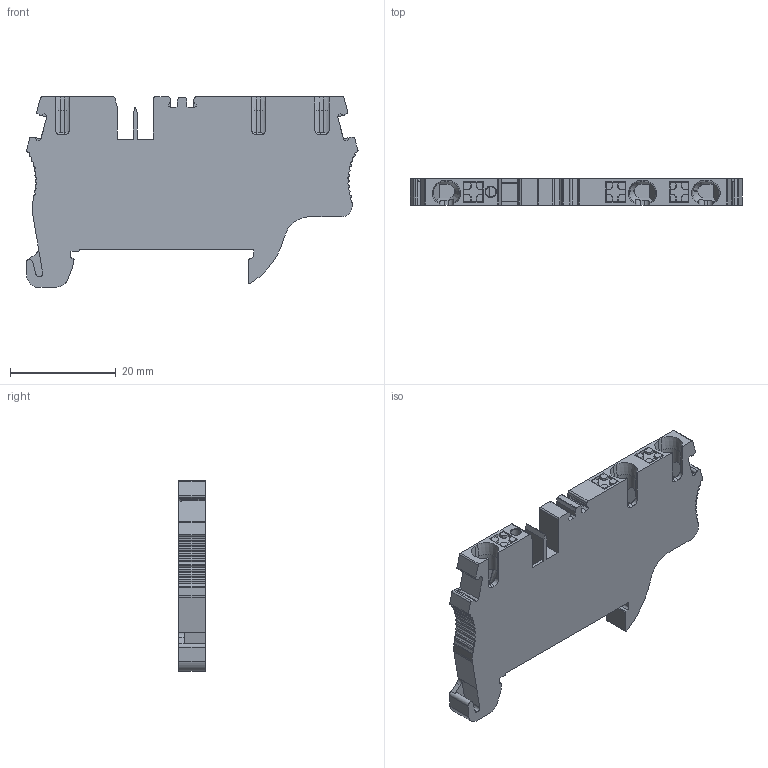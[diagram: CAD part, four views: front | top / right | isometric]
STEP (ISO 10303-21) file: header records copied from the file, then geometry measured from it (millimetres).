
FILE_DESCRIPTION(/* description */ ('Unknown'),/* implementation_level */ '2;1');
FILE_NAME(/* name */ 'PEQ2_5_1X2_3D_SOLID',/* time_stamp */ '2021-04-29T11:27:23+06:00',/* author */ ('Unknown'),/* organization */ ('Unknown'),/* preprocessor_version */ 'ST-DEVELOPER v16.7',/* originating_system */ 'DEX',/* authorisation */ $);
FILE_SCHEMA (('AUTOMOTIVE_DESIGN {1 0 10303 214 3 1 1}'));
Length unit declared in the file: millimetre
Products named in the file (1): PEQ2_5_1X2_3D_SOLID
Bounding box: 62.82 x 5 x 36 mm (x, y, z)
Volume: 7490.4 mm3; surface area: 5357.2 mm2
Topology: 1 solids, 1 shells, 348 faces, 991 edges, 653 vertices
Faces by surface type: plane 202, cylinder 121, cone 25
Full cylindrical faces by diameter (mm): 1.95 x1
Entity records: 13847 total; most frequent: CARTESIAN_POINT 2155, ORIENTED_EDGE 1976, DIRECTION 1923, EDGE_CURVE 988, LINE 655, VECTOR 655, VERTEX_POINT 652, AXIS2_PLACEMENT_3D 634
